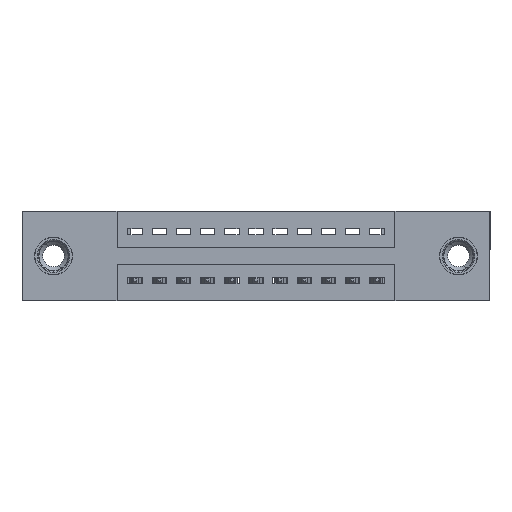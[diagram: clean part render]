
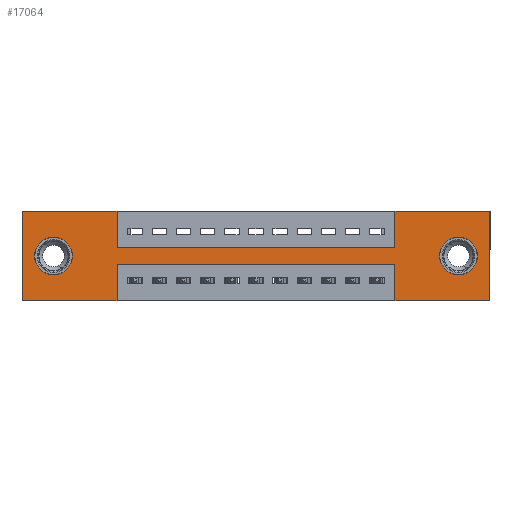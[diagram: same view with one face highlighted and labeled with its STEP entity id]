
A CAD part, front view. The second image highlights one B-rep face of the part: STEP entity #17064.
In plain terms, the highlighted planar face has unit normal (0, -1, 0).
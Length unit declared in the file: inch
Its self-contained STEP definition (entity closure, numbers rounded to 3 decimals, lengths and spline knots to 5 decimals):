
#289 = VECTOR ( 'NONE', #13990, 39.37008 ) ;
#422 = ORIENTED_EDGE ( 'NONE', *, *, #4539, .T. ) ;
#806 = EDGE_CURVE ( 'NONE', #14119, #7841, #14427, .T. ) ;
#893 = LINE ( 'NONE', #7766, #3329 ) ;
#914 = VERTEX_POINT ( 'NONE', #8753 ) ;
#1186 = EDGE_CURVE ( 'NONE', #914, #9115, #10863, .T. ) ;
#1260 = CARTESIAN_POINT ( 'NONE',  ( 0., 0., -0.37 ) ) ;
#1517 = CARTESIAN_POINT ( 'NONE',  ( 1.805, 0., -0.185 ) ) ;
#1535 = ORIENTED_EDGE ( 'NONE', *, *, #5388, .F. ) ;
#1605 = VERTEX_POINT ( 'NONE', #2689 ) ;
#1787 = CARTESIAN_POINT ( 'NONE',  ( 0., 0., 0. ) ) ;
#1854 = PLANE ( 'NONE',  #7298 ) ;
#2014 = VECTOR ( 'NONE', #13089, 39.37008 ) ;
#2257 = LINE ( 'NONE', #8646, #10541 ) ;
#2328 = CARTESIAN_POINT ( 'NONE',  ( 1.5425, 0., -0.22 ) ) ;
#2663 = ORIENTED_EDGE ( 'NONE', *, *, #3213, .F. ) ;
#2689 = CARTESIAN_POINT ( 'NONE',  ( 1.935, 0., 0. ) ) ;
#2766 = CARTESIAN_POINT ( 'NONE',  ( 0.3925, 0., 0. ) ) ;
#2908 = DIRECTION ( 'NONE',  ( 0., 0., -1. ) ) ;
#2917 = DIRECTION ( 'NONE',  ( 0., 0., -1. ) ) ;
#3048 = AXIS2_PLACEMENT_3D ( 'NONE', #9419, #15926, #14656 ) ;
#3058 = CARTESIAN_POINT ( 'NONE',  ( 1.935, 0., 0. ) ) ;
#3129 = DIRECTION ( 'NONE',  ( 0., 0., -1. ) ) ;
#3213 = EDGE_CURVE ( 'NONE', #10680, #6450, #893, .T. ) ;
#3260 = CARTESIAN_POINT ( 'NONE',  ( 1.805, 0., -0.263 ) ) ;
#3329 = VECTOR ( 'NONE', #17050, 39.37008 ) ;
#3377 = DIRECTION ( 'NONE',  ( 0., 0., 1. ) ) ;
#3413 = ORIENTED_EDGE ( 'NONE', *, *, #806, .F. ) ;
#3503 = VERTEX_POINT ( 'NONE', #15133 ) ;
#3562 = VERTEX_POINT ( 'NONE', #14961 ) ;
#3581 = EDGE_CURVE ( 'NONE', #11113, #14119, #7493, .T. ) ;
#3737 = ORIENTED_EDGE ( 'NONE', *, *, #1186, .F. ) ;
#4029 = EDGE_LOOP ( 'NONE', ( #4139, #10165 ) ) ;
#4139 = ORIENTED_EDGE ( 'NONE', *, *, #10359, .T. ) ;
#4352 = DIRECTION ( 'NONE',  ( -1., 0., 0. ) ) ;
#4462 = CARTESIAN_POINT ( 'NONE',  ( 0.13, 0., -0.185 ) ) ;
#4526 = ORIENTED_EDGE ( 'NONE', *, *, #15787, .F. ) ;
#4539 = EDGE_CURVE ( 'NONE', #12521, #5950, #6424, .T. ) ;
#4551 = DIRECTION ( 'NONE',  ( 1., 0., 0. ) ) ;
#4703 = VECTOR ( 'NONE', #9463, 39.37008 ) ;
#4894 = CARTESIAN_POINT ( 'NONE',  ( 0.3925, 0., -0.37 ) ) ;
#4982 = VECTOR ( 'NONE', #4352, 39.37008 ) ;
#5076 = EDGE_CURVE ( 'NONE', #3562, #10680, #2257, .T. ) ;
#5320 = CIRCLE ( 'NONE', #7698, 0.078 ) ;
#5388 = EDGE_CURVE ( 'NONE', #1605, #15505, #10453, .T. ) ;
#5526 = LINE ( 'NONE', #12865, #4703 ) ;
#5677 = FACE_BOUND ( 'NONE', #4029, .T. ) ;
#5758 = DIRECTION ( 'NONE',  ( 0., 0., -1. ) ) ;
#5950 = VERTEX_POINT ( 'NONE', #8780 ) ;
#6247 = CARTESIAN_POINT ( 'NONE',  ( 1.935, 0., -0.37 ) ) ;
#6424 = CIRCLE ( 'NONE', #3048, 0.078 ) ;
#6450 = VERTEX_POINT ( 'NONE', #14615 ) ;
#6552 = VECTOR ( 'NONE', #6695, 39.37008 ) ;
#6695 = DIRECTION ( 'NONE',  ( 1., 0., 0. ) ) ;
#6806 = CARTESIAN_POINT ( 'NONE',  ( 0., 0., 0. ) ) ;
#6816 = VERTEX_POINT ( 'NONE', #1260 ) ;
#6904 = AXIS2_PLACEMENT_3D ( 'NONE', #4462, #8564, #3377 ) ;
#6919 = EDGE_CURVE ( 'NONE', #9115, #3562, #16499, .T. ) ;
#6963 = DIRECTION ( 'NONE',  ( -1., 0., 0. ) ) ;
#7013 = CARTESIAN_POINT ( 'NONE',  ( 0., 0., -0.37 ) ) ;
#7298 = AXIS2_PLACEMENT_3D ( 'NONE', #7013, #13582, #3129 ) ;
#7493 = LINE ( 'NONE', #16328, #4982 ) ;
#7698 = AXIS2_PLACEMENT_3D ( 'NONE', #14597, #14771, #11946 ) ;
#7766 = CARTESIAN_POINT ( 'NONE',  ( 1.5425, 0., 0. ) ) ;
#7841 = VERTEX_POINT ( 'NONE', #12882 ) ;
#8138 = CIRCLE ( 'NONE', #6904, 0.078 ) ;
#8350 = CARTESIAN_POINT ( 'NONE',  ( 0.3925, 0., -0.22 ) ) ;
#8421 = CIRCLE ( 'NONE', #13854, 0.078 ) ;
#8564 = DIRECTION ( 'NONE',  ( 0., 1., 0. ) ) ;
#8624 = EDGE_CURVE ( 'NONE', #7841, #6816, #16252, .T. ) ;
#8646 = CARTESIAN_POINT ( 'NONE',  ( 0.3925, 0., -0.15 ) ) ;
#8753 = CARTESIAN_POINT ( 'NONE',  ( 0., 0., 0. ) ) ;
#8780 = CARTESIAN_POINT ( 'NONE',  ( 1.805, 0., -0.107 ) ) ;
#8855 = CARTESIAN_POINT ( 'NONE',  ( 1.5425, 0., -0.37 ) ) ;
#9115 = VERTEX_POINT ( 'NONE', #2766 ) ;
#9273 = VERTEX_POINT ( 'NONE', #11068 ) ;
#9419 = CARTESIAN_POINT ( 'NONE',  ( 1.805, 0., -0.185 ) ) ;
#9463 = DIRECTION ( 'NONE',  ( 0., 0., 1. ) ) ;
#9531 = CARTESIAN_POINT ( 'NONE',  ( 0.3925, 0., 0. ) ) ;
#9867 = VECTOR ( 'NONE', #4551, 39.37008 ) ;
#9869 = ORIENTED_EDGE ( 'NONE', *, *, #11374, .F. ) ;
#9962 = ORIENTED_EDGE ( 'NONE', *, *, #12213, .F. ) ;
#10049 = VECTOR ( 'NONE', #5758, 39.37008 ) ;
#10080 = DIRECTION ( 'NONE',  ( 1., 0., 0. ) ) ;
#10099 = CARTESIAN_POINT ( 'NONE',  ( 1.5425, 0., -0.37 ) ) ;
#10108 = VERTEX_POINT ( 'NONE', #8855 ) ;
#10165 = ORIENTED_EDGE ( 'NONE', *, *, #13164, .T. ) ;
#10345 = EDGE_CURVE ( 'NONE', #15505, #10108, #11117, .T. ) ;
#10359 = EDGE_CURVE ( 'NONE', #9273, #3503, #5320, .T. ) ;
#10441 = EDGE_LOOP ( 'NONE', ( #10700, #422 ) ) ;
#10453 = LINE ( 'NONE', #3058, #10049 ) ;
#10464 = ORIENTED_EDGE ( 'NONE', *, *, #8624, .F. ) ;
#10541 = VECTOR ( 'NONE', #10080, 39.37008 ) ;
#10574 = VECTOR ( 'NONE', #6963, 39.37008 ) ;
#10680 = VERTEX_POINT ( 'NONE', #11538 ) ;
#10700 = ORIENTED_EDGE ( 'NONE', *, *, #16949, .T. ) ;
#10775 = ORIENTED_EDGE ( 'NONE', *, *, #3581, .F. ) ;
#10779 = DIRECTION ( 'NONE',  ( 0., 1., 0. ) ) ;
#10863 = LINE ( 'NONE', #6806, #6552 ) ;
#11068 = CARTESIAN_POINT ( 'NONE',  ( 0.13, 0., -0.107 ) ) ;
#11113 = VERTEX_POINT ( 'NONE', #2328 ) ;
#11117 = LINE ( 'NONE', #13145, #2014 ) ;
#11160 = EDGE_LOOP ( 'NONE', ( #3413, #10775, #9962, #15758, #1535, #9869, #2663, #14279, #14873, #3737, #4526, #10464 ) ) ;
#11374 = EDGE_CURVE ( 'NONE', #6450, #1605, #13408, .T. ) ;
#11538 = CARTESIAN_POINT ( 'NONE',  ( 1.5425, 0., -0.15 ) ) ;
#11911 = FACE_BOUND ( 'NONE', #10441, .T. ) ;
#11946 = DIRECTION ( 'NONE',  ( 0., 0., 1. ) ) ;
#12213 = EDGE_CURVE ( 'NONE', #10108, #11113, #14626, .T. ) ;
#12521 = VERTEX_POINT ( 'NONE', #3260 ) ;
#12751 = VECTOR ( 'NONE', #12989, 39.37008 ) ;
#12865 = CARTESIAN_POINT ( 'NONE',  ( 0., 0., 0. ) ) ;
#12882 = CARTESIAN_POINT ( 'NONE',  ( 0.3925, 0., -0.37 ) ) ;
#12989 = DIRECTION ( 'NONE',  ( 0., 0., -1. ) ) ;
#13089 = DIRECTION ( 'NONE',  ( -1., 0., 0. ) ) ;
#13145 = CARTESIAN_POINT ( 'NONE',  ( 0., 0., -0.37 ) ) ;
#13164 = EDGE_CURVE ( 'NONE', #3503, #9273, #8138, .T. ) ;
#13408 = LINE ( 'NONE', #1787, #9867 ) ;
#13582 = DIRECTION ( 'NONE',  ( 0., -1., 0. ) ) ;
#13692 = CARTESIAN_POINT ( 'NONE',  ( 0., 0., -0.37 ) ) ;
#13854 = AXIS2_PLACEMENT_3D ( 'NONE', #1517, #10779, #2908 ) ;
#13946 = VECTOR ( 'NONE', #2917, 39.37008 ) ;
#13990 = DIRECTION ( 'NONE',  ( 0., 0., 1. ) ) ;
#14119 = VERTEX_POINT ( 'NONE', #8350 ) ;
#14279 = ORIENTED_EDGE ( 'NONE', *, *, #5076, .F. ) ;
#14427 = LINE ( 'NONE', #4894, #12751 ) ;
#14597 = CARTESIAN_POINT ( 'NONE',  ( 0.13, 0., -0.185 ) ) ;
#14615 = CARTESIAN_POINT ( 'NONE',  ( 1.5425, 0., 0. ) ) ;
#14626 = LINE ( 'NONE', #10099, #289 ) ;
#14656 = DIRECTION ( 'NONE',  ( 0., 0., -1. ) ) ;
#14771 = DIRECTION ( 'NONE',  ( 0., 1., 0. ) ) ;
#14869 = FACE_OUTER_BOUND ( 'NONE', #11160, .T. ) ;
#14873 = ORIENTED_EDGE ( 'NONE', *, *, #6919, .F. ) ;
#14961 = CARTESIAN_POINT ( 'NONE',  ( 0.3925, 0., -0.15 ) ) ;
#15133 = CARTESIAN_POINT ( 'NONE',  ( 0.13, 0., -0.263 ) ) ;
#15505 = VERTEX_POINT ( 'NONE', #6247 ) ;
#15758 = ORIENTED_EDGE ( 'NONE', *, *, #10345, .F. ) ;
#15787 = EDGE_CURVE ( 'NONE', #6816, #914, #5526, .T. ) ;
#15926 = DIRECTION ( 'NONE',  ( 0., 1., 0. ) ) ;
#16252 = LINE ( 'NONE', #13692, #10574 ) ;
#16328 = CARTESIAN_POINT ( 'NONE',  ( 0.3925, 0., -0.22 ) ) ;
#16499 = LINE ( 'NONE', #9531, #13946 ) ;
#16949 = EDGE_CURVE ( 'NONE', #5950, #12521, #8421, .T. ) ;
#17050 = DIRECTION ( 'NONE',  ( 0., 0., 1. ) ) ;
#17064 = ADVANCED_FACE ( 'NONE', ( #11911, #5677, #14869 ), #1854, .T. ) ;
